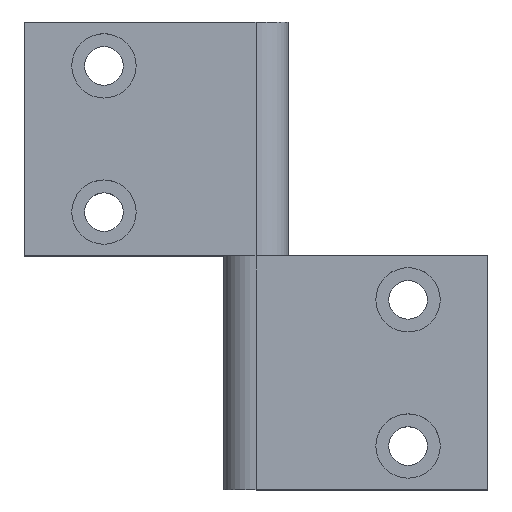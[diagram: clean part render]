
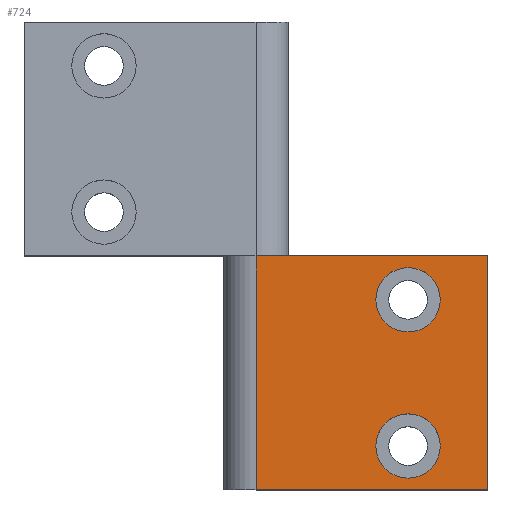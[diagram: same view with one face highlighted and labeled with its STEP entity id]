
A CAD part, top view. The second image highlights one B-rep face of the part: STEP entity #724.
In plain terms, the highlighted planar face has unit normal (0, 0, 1).
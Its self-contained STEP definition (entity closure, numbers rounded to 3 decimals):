
#60 = AXIS2_PLACEMENT_3D ( 'NONE', #237, #236, #318 ) ;
#73 = AXIS2_PLACEMENT_3D ( 'NONE', #454, #544, #463 ) ;
#92 = AXIS2_PLACEMENT_3D ( 'NONE', #494, #487, #486 ) ;
#95 = AXIS2_PLACEMENT_3D ( 'NONE', #495, #534, #449 ) ;
#98 = AXIS2_PLACEMENT_3D ( 'NONE', #543, #525, #424 ) ;
#127 = EDGE_CURVE ( 'NONE', #329, #331, #393, .T. ) ;
#134 = EDGE_CURVE ( 'NONE', #338, #334, #404, .T. ) ;
#142 = EDGE_CURVE ( 'NONE', #738, #736, #181, .T. ) ;
#145 = EDGE_CURVE ( 'NONE', #732, #333, #185, .T. ) ;
#151 = EDGE_CURVE ( 'NONE', #331, #329, #189, .T. ) ;
#154 = EDGE_CURVE ( 'NONE', #736, #333, #198, .T. ) ;
#158 = EDGE_CURVE ( 'NONE', #738, #732, #204, .T. ) ;
#159 = EDGE_CURVE ( 'NONE', #334, #338, #674, .T. ) ;
#181 = LINE ( 'NONE', #416, #183 ) ;
#183 = VECTOR ( 'NONE', #441, 1000. ) ;
#185 = LINE ( 'NONE', #508, #187 ) ;
#187 = VECTOR ( 'NONE', #437, 1000. ) ;
#189 = CIRCLE ( 'NONE', #95, 5.5 ) ;
#194 = FACE_OUTER_BOUND ( 'NONE', #326, .T. ) ;
#198 = LINE ( 'NONE', #493, #201 ) ;
#201 = VECTOR ( 'NONE', #478, 1000. ) ;
#204 = LINE ( 'NONE', #536, #672 ) ;
#206 = CARTESIAN_POINT ( 'NONE',  ( 0., 40., 5.5 ) ) ;
#236 = DIRECTION ( 'NONE',  ( 0., 0., -1. ) ) ;
#237 = CARTESIAN_POINT ( 'NONE',  ( 0., 40., 5.5 ) ) ;
#242 = CARTESIAN_POINT ( 'NONE',  ( 39.5, 40., 5.5 ) ) ;
#318 = DIRECTION ( 'NONE',  ( -1., 0., 0. ) ) ;
#321 = PLANE ( 'NONE',  #60 ) ;
#322 = CARTESIAN_POINT ( 'NONE',  ( 0., 0., 5.5 ) ) ;
#326 = EDGE_LOOP ( 'NONE', ( #355, #354, #353, #352 ) ) ;
#329 = VERTEX_POINT ( 'NONE', #413 ) ;
#331 = VERTEX_POINT ( 'NONE', #412 ) ;
#333 = VERTEX_POINT ( 'NONE', #410 ) ;
#334 = VERTEX_POINT ( 'NONE', #435 ) ;
#338 = VERTEX_POINT ( 'NONE', #528 ) ;
#352 = ORIENTED_EDGE ( 'NONE', *, *, #158, .T. ) ;
#353 = ORIENTED_EDGE ( 'NONE', *, *, #142, .F. ) ;
#354 = ORIENTED_EDGE ( 'NONE', *, *, #154, .F. ) ;
#355 = ORIENTED_EDGE ( 'NONE', *, *, #145, .T. ) ;
#356 = ORIENTED_EDGE ( 'NONE', *, *, #134, .F. ) ;
#357 = ORIENTED_EDGE ( 'NONE', *, *, #159, .F. ) ;
#360 = FACE_BOUND ( 'NONE', #671, .T. ) ;
#393 = CIRCLE ( 'NONE', #73, 5.5 ) ;
#404 = CIRCLE ( 'NONE', #98, 5.5 ) ;
#410 = CARTESIAN_POINT ( 'NONE',  ( 39.5, 0., 5.5 ) ) ;
#412 = CARTESIAN_POINT ( 'NONE',  ( 31.5, 32.5, 5.5 ) ) ;
#413 = CARTESIAN_POINT ( 'NONE',  ( 20.5, 32.5, 5.5 ) ) ;
#416 = CARTESIAN_POINT ( 'NONE',  ( 0., 40., 5.5 ) ) ;
#424 = DIRECTION ( 'NONE',  ( 1., 0., 0. ) ) ;
#435 = CARTESIAN_POINT ( 'NONE',  ( 31.5, 7.5, 5.5 ) ) ;
#437 = DIRECTION ( 'NONE',  ( 1., 0., 0. ) ) ;
#441 = DIRECTION ( 'NONE',  ( 1., 0., 0. ) ) ;
#449 = DIRECTION ( 'NONE',  ( 1., 0., 0. ) ) ;
#454 = CARTESIAN_POINT ( 'NONE',  ( 26., 32.5, 5.5 ) ) ;
#463 = DIRECTION ( 'NONE',  ( 1., 0., 0. ) ) ;
#478 = DIRECTION ( 'NONE',  ( 0., -1., 0. ) ) ;
#486 = DIRECTION ( 'NONE',  ( 1., 0., 0. ) ) ;
#487 = DIRECTION ( 'NONE',  ( 0., 0., 1. ) ) ;
#493 = CARTESIAN_POINT ( 'NONE',  ( 39.5, 40., 5.5 ) ) ;
#494 = CARTESIAN_POINT ( 'NONE',  ( 26., 7.5, 5.5 ) ) ;
#495 = CARTESIAN_POINT ( 'NONE',  ( 26., 32.5, 5.5 ) ) ;
#508 = CARTESIAN_POINT ( 'NONE',  ( 0., 0., 5.5 ) ) ;
#525 = DIRECTION ( 'NONE',  ( 0., 0., 1. ) ) ;
#528 = CARTESIAN_POINT ( 'NONE',  ( 20.5, 7.5, 5.5 ) ) ;
#531 = DIRECTION ( 'NONE',  ( 0., -1., 0. ) ) ;
#534 = DIRECTION ( 'NONE',  ( 0., 0., 1. ) ) ;
#536 = CARTESIAN_POINT ( 'NONE',  ( 0., 40., 5.5 ) ) ;
#543 = CARTESIAN_POINT ( 'NONE',  ( 26., 7.5, 5.5 ) ) ;
#544 = DIRECTION ( 'NONE',  ( 0., 0., 1. ) ) ;
#645 = ORIENTED_EDGE ( 'NONE', *, *, #127, .F. ) ;
#646 = ORIENTED_EDGE ( 'NONE', *, *, #151, .F. ) ;
#667 = EDGE_LOOP ( 'NONE', ( #646, #645 ) ) ;
#671 = EDGE_LOOP ( 'NONE', ( #357, #356 ) ) ;
#672 = VECTOR ( 'NONE', #531, 1000. ) ;
#674 = CIRCLE ( 'NONE', #92, 5.5 ) ;
#704 = FACE_BOUND ( 'NONE', #667, .T. ) ;
#724 = ADVANCED_FACE ( 'NONE', ( #704, #360, #194 ), #321, .F. ) ;
#732 = VERTEX_POINT ( 'NONE', #322 ) ;
#736 = VERTEX_POINT ( 'NONE', #242 ) ;
#738 = VERTEX_POINT ( 'NONE', #206 ) ;
